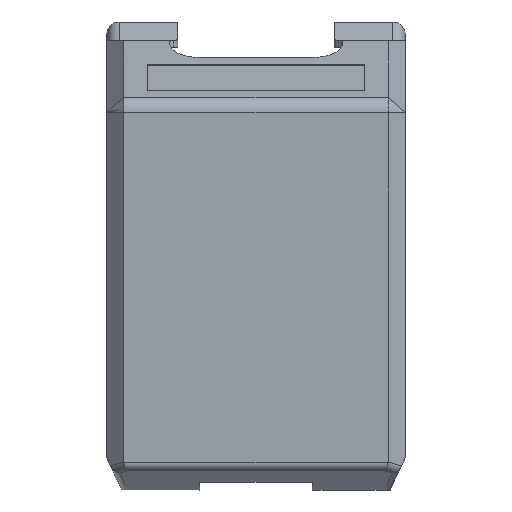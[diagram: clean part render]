
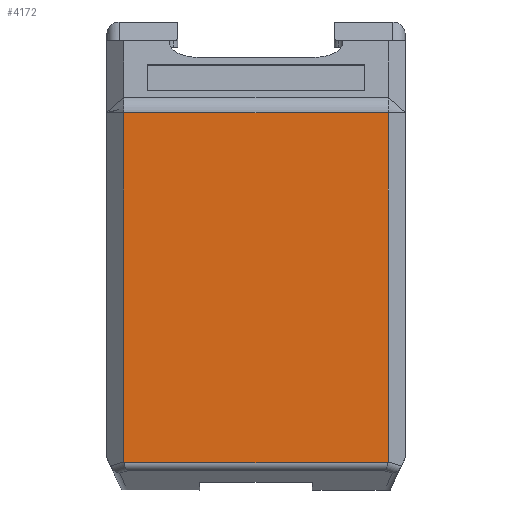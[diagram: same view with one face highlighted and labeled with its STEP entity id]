
A CAD part, front view. The second image highlights one B-rep face of the part: STEP entity #4172.
In plain terms, the highlighted planar face has unit normal (0, -1, 0).
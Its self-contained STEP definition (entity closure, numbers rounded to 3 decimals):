
#302=FACE_OUTER_BOUND('',#554,.T.);
#554=EDGE_LOOP('',(#3245,#3246,#3247,#3248,#3249,#3250));
#725=ELLIPSE('',#4505,2.906,2.);
#726=ELLIPSE('',#4506,2.906,2.);
#791=LINE('',#5984,#1261);
#1053=LINE('',#7573,#1523);
#1054=LINE('',#7575,#1524);
#1055=LINE('',#7577,#1525);
#1261=VECTOR('',#4782,1000.);
#1523=VECTOR('',#5336,1000.);
#1524=VECTOR('',#5337,1000.);
#1525=VECTOR('',#5338,1000.);
#1729=VERTEX_POINT('',#5981);
#1730=VERTEX_POINT('',#5983);
#2020=VERTEX_POINT('',#7570);
#2021=VERTEX_POINT('',#7572);
#2022=VERTEX_POINT('',#7574);
#2023=VERTEX_POINT('',#7576);
#2148=EDGE_CURVE('',#1730,#1729,#791,.T.);
#2509=EDGE_CURVE('',#1729,#2020,#725,.T.);
#2510=EDGE_CURVE('',#2020,#2021,#1053,.T.);
#2511=EDGE_CURVE('',#2021,#2022,#1054,.T.);
#2512=EDGE_CURVE('',#2022,#2023,#1055,.T.);
#2513=EDGE_CURVE('',#2023,#1730,#726,.T.);
#3245=ORIENTED_EDGE('',*,*,#2148,.T.);
#3246=ORIENTED_EDGE('',*,*,#2509,.T.);
#3247=ORIENTED_EDGE('',*,*,#2510,.T.);
#3248=ORIENTED_EDGE('',*,*,#2511,.T.);
#3249=ORIENTED_EDGE('',*,*,#2512,.T.);
#3250=ORIENTED_EDGE('',*,*,#2513,.T.);
#4004=PLANE('',#4504);
#4172=ADVANCED_FACE('',(#302),#4004,.T.);
#4504=AXIS2_PLACEMENT_3D('',#7569,#5332,#5333);
#4505=AXIS2_PLACEMENT_3D('',#7571,#5334,#5335);
#4506=AXIS2_PLACEMENT_3D('',#7578,#5339,#5340);
#4782=DIRECTION('',(1.,0.,0.));
#5332=DIRECTION('center_axis',(0.,-1.,0.));
#5333=DIRECTION('ref_axis',(0.,0.,-1.));
#5334=DIRECTION('center_axis',(0.,-1.,0.));
#5335=DIRECTION('ref_axis',(0.949,0.,-0.316));
#5336=DIRECTION('',(0.,0.,1.));
#5337=DIRECTION('',(-1.,0.,0.));
#5338=DIRECTION('',(0.,0.,-1.));
#5339=DIRECTION('center_axis',(0.,-1.,0.));
#5340=DIRECTION('ref_axis',(0.949,0.,0.316));
#5981=CARTESIAN_POINT('',(29.844,-24.025,-18.338));
#5983=CARTESIAN_POINT('',(-32.13,-24.025,-18.338));
#5984=CARTESIAN_POINT('',(29.857,-24.025,-18.338));
#7569=CARTESIAN_POINT('Origin',(28.557,-24.025,41.728));
#7570=CARTESIAN_POINT('',(29.857,-24.025,-18.143));
#7571=CARTESIAN_POINT('Origin',(27.029,-24.025,-17.672));
#7572=CARTESIAN_POINT('',(29.857,-24.025,63.717));
#7573=CARTESIAN_POINT('',(29.857,-24.025,41.728));
#7574=CARTESIAN_POINT('',(-32.143,-24.025,63.717));
#7575=CARTESIAN_POINT('',(-36.143,-24.025,63.717));
#7576=CARTESIAN_POINT('',(-32.143,-24.025,-18.143));
#7577=CARTESIAN_POINT('',(-32.143,-24.025,41.728));
#7578=CARTESIAN_POINT('Origin',(-29.315,-24.025,-17.672));
